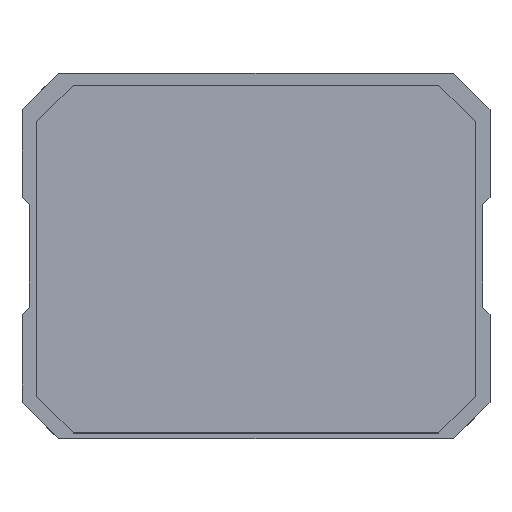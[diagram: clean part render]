
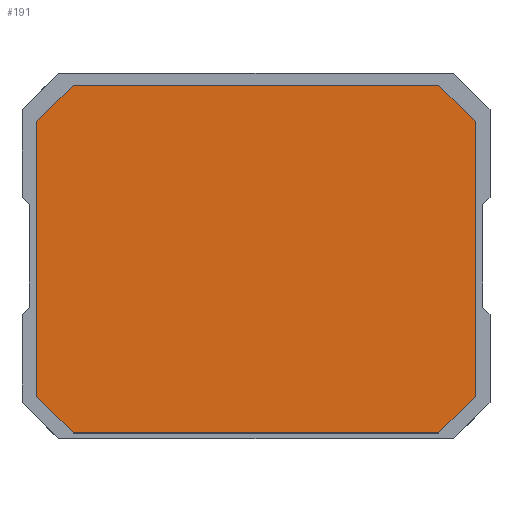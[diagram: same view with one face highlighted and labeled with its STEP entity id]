
A CAD part, top view. The second image highlights one B-rep face of the part: STEP entity #191.
In plain terms, the highlighted planar face has unit normal (0, 0, 1).
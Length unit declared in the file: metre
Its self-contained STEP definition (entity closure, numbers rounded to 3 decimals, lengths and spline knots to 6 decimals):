
#191 = ADVANCED_FACE( '', ( #352 ), #353, .T. );
#352 = FACE_OUTER_BOUND( '', #499, .T. );
#353 = PLANE( '', #500 );
#499 = EDGE_LOOP( '', ( #833, #834, #835, #836, #837, #838, #839, #840 ) );
#500 = AXIS2_PLACEMENT_3D( '', #841, #842, #843 );
#833 = ORIENTED_EDGE( '', *, *, #1000, .T. );
#834 = ORIENTED_EDGE( '', *, *, #1026, .T. );
#835 = ORIENTED_EDGE( '', *, *, #993, .T. );
#836 = ORIENTED_EDGE( '', *, *, #1042, .T. );
#837 = ORIENTED_EDGE( '', *, *, #1072, .F. );
#838 = ORIENTED_EDGE( '', *, *, #1087, .T. );
#839 = ORIENTED_EDGE( '', *, *, #984, .F. );
#840 = ORIENTED_EDGE( '', *, *, #954, .T. );
#841 = CARTESIAN_POINT( '', ( 0., -0.000022, 0.001 ) );
#842 = DIRECTION( '', ( 0., 0., 1. ) );
#843 = DIRECTION( '', ( 1., 0., 0. ) );
#954 = EDGE_CURVE( '', #1119, #1120, #1121, .T. );
#984 = EDGE_CURVE( '', #1119, #1170, #1171, .T. );
#993 = EDGE_CURVE( '', #1183, #1184, #1185, .T. );
#1000 = EDGE_CURVE( '', #1120, #1194, #1196, .T. );
#1026 = EDGE_CURVE( '', #1194, #1183, #1236, .F. );
#1042 = EDGE_CURVE( '', #1184, #1258, #1259, .T. );
#1072 = EDGE_CURVE( '', #1307, #1258, #1308, .T. );
#1087 = EDGE_CURVE( '', #1307, #1170, #1323, .F. );
#1119 = VERTEX_POINT( '', #1362 );
#1120 = VERTEX_POINT( '', #1363 );
#1121 = LINE( '', #1364, #1365 );
#1170 = VERTEX_POINT( '', #1437 );
#1171 = LINE( '', #1438, #1439 );
#1183 = VERTEX_POINT( '', #1457 );
#1184 = VERTEX_POINT( '', #1458 );
#1185 = LINE( '', #1459, #1460 );
#1194 = VERTEX_POINT( '', #1473 );
#1196 = LINE( '', #1476, #1477 );
#1236 = LINE( '', #1535, #1536 );
#1258 = VERTEX_POINT( '', #1568 );
#1259 = LINE( '', #1569, #1570 );
#1307 = VERTEX_POINT( '', #1644 );
#1308 = LINE( '', #1645, #1646 );
#1323 = LINE( '', #1669, #1670 );
#1362 = CARTESIAN_POINT( '', ( -0.00125, 0.001167, 0.001 ) );
#1363 = CARTESIAN_POINT( '', ( -0.0015, 0.000917, 0.001 ) );
#1364 = CARTESIAN_POINT( '', ( -0.001219, 0.001197, 0.001 ) );
#1365 = VECTOR( '', #1700, 1. );
#1437 = CARTESIAN_POINT( '', ( 0.00125, 0.001167, 0.001 ) );
#1438 = CARTESIAN_POINT( '', ( 0., 0.001167, 0.001 ) );
#1439 = VECTOR( '', #1724, 1. );
#1457 = CARTESIAN_POINT( '', ( -0.00125, -0.001211, 0.001 ) );
#1458 = CARTESIAN_POINT( '', ( 0.00125, -0.001211, 0.001 ) );
#1459 = CARTESIAN_POINT( '', ( 0., -0.001211, 0.001 ) );
#1460 = VECTOR( '', #1731, 1. );
#1473 = CARTESIAN_POINT( '', ( -0.0015, -0.000961, 0.001 ) );
#1476 = CARTESIAN_POINT( '', ( -0.0015, -0.000022, 0.001 ) );
#1477 = VECTOR( '', #1737, 1. );
#1535 = CARTESIAN_POINT( '', ( -0.001219, -0.001242, 0.001 ) );
#1536 = VECTOR( '', #1756, 1. );
#1568 = CARTESIAN_POINT( '', ( 0.0015, -0.000961, 0.001 ) );
#1569 = CARTESIAN_POINT( '', ( 0.001219, -0.001242, 0.001 ) );
#1570 = VECTOR( '', #1767, 1. );
#1644 = CARTESIAN_POINT( '', ( 0.0015, 0.000917, 0.001 ) );
#1645 = CARTESIAN_POINT( '', ( 0.0015, -0.000022, 0.001 ) );
#1646 = VECTOR( '', #1794, 1. );
#1669 = CARTESIAN_POINT( '', ( 0.001219, 0.001197, 0.001 ) );
#1670 = VECTOR( '', #1803, 1. );
#1700 = DIRECTION( '', ( -0.707, -0.707, 0. ) );
#1724 = DIRECTION( '', ( 1., 0., 0. ) );
#1731 = DIRECTION( '', ( 1., 0., 0. ) );
#1737 = DIRECTION( '', ( 0., -1., 0. ) );
#1756 = DIRECTION( '', ( -0.707, 0.707, 0. ) );
#1767 = DIRECTION( '', ( 0.707, 0.707, 0. ) );
#1794 = DIRECTION( '', ( 0., -1., 0. ) );
#1803 = DIRECTION( '', ( 0.707, -0.707, 0. ) );
